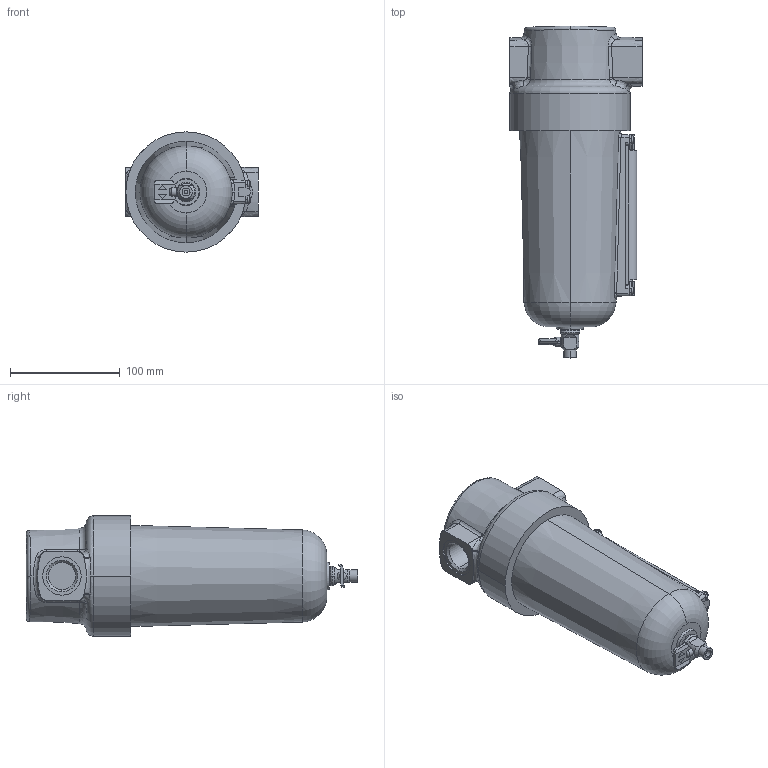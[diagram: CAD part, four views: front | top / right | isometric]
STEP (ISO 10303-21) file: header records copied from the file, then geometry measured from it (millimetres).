
FILE_DESCRIPTION (( 'STEP AP214' ), '1' );
FILE_NAME ('Norgren-F17-600-M1DA.step', '2019-03-02T20:36:44', ( '' ), ( '' ), 'SwSTEP 2.0', 'SolidWorks 2019', '' );
FILE_SCHEMA (( 'AUTOMOTIVE_DESIGN' ));
Length unit declared in the file: inch
Products named in the file (7): Norgren-F17-600-M1DA; Norgren-F17-600-M1DA_Guard-sight glass; Norgren-F17-600-M1DA_Manual turn; Norgren-F17-600-M1DA_Bowl_Metal sight glass; Norgren-F17-600-M1DA_Bracket-sight glass; Norgren-F17-600-M1DA_Sight glass; Norgren-F17-600-M1DA_Body-filter_3-4 NPT wo ind
Assembly tree (7 placements, depth 2):
  Norgren-F17-600-M1DA
    Norgren-F17-600-M1DA_Body-filter_3-4 NPT wo ind
    Norgren-F17-600-M1DA_Bowl_Metal sight glass
    Norgren-F17-600-M1DA_Guard-sight glass
    Norgren-F17-600-M1DA_Bracket-sight glass  x2
    Norgren-F17-600-M1DA_Sight glass
    Norgren-F17-600-M1DA_Manual turn
Bounding box: 120.65 x 302.89 x 109.73 mm (x, y, z)
Volume: 748957.3 mm3; surface area: 213182.2 mm2
Topology: 8 solids, 8 shells, 420 faces, 1017 edges, 649 vertices
Faces by surface type: plane 205, cylinder 102, bspline 54, cone 29, torus 24, sphere 6
Entity records: 13479 total; most frequent: CARTESIAN_POINT 5280, ORIENTED_EDGE 1682, DIRECTION 1553, EDGE_CURVE 841, AXIS2_PLACEMENT_3D 594, VERTEX_POINT 533, EDGE_LOOP 392, LINE 365
